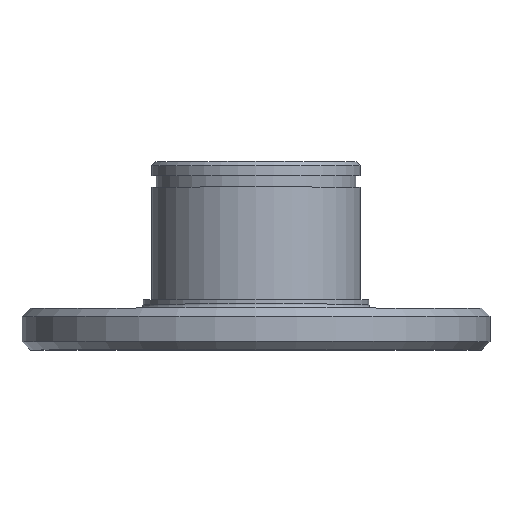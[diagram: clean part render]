
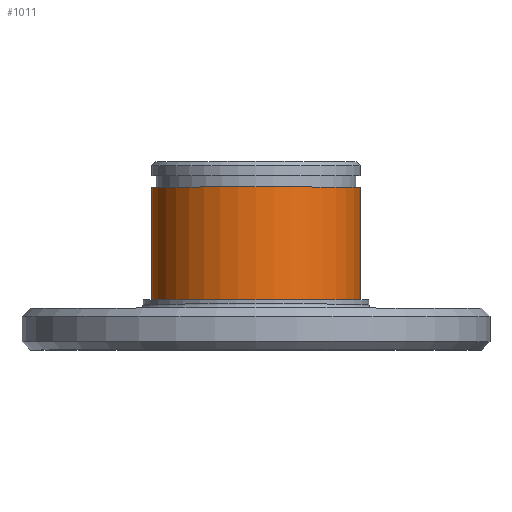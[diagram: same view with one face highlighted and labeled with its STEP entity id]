
A CAD part, top view. The second image highlights one B-rep face of the part: STEP entity #1011.
In plain terms, the highlighted cylindrical face has radius 12.5 mm (diameter 25 mm), a partial arc.
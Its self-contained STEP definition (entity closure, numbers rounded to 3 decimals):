
#20 = EDGE_CURVE ( 'NONE', #978, #457, #306, .T. ) ;
#80 = CARTESIAN_POINT ( 'NONE',  ( 0., 0., 0. ) ) ;
#99 = CIRCLE ( 'NONE', #1091, 12.5 ) ;
#137 = AXIS2_PLACEMENT_3D ( 'NONE', #176, #893, #587 ) ;
#168 = VERTEX_POINT ( 'NONE', #1260 ) ;
#176 = CARTESIAN_POINT ( 'NONE',  ( 0., 19.5, 0. ) ) ;
#273 = EDGE_CURVE ( 'NONE', #168, #457, #719, .T. ) ;
#306 = LINE ( 'NONE', #1231, #436 ) ;
#317 = VECTOR ( 'NONE', #910, 1000. ) ;
#326 = DIRECTION ( 'NONE',  ( 0., 1., 0. ) ) ;
#328 = DIRECTION ( 'NONE',  ( 0., 1., 0. ) ) ;
#367 = EDGE_LOOP ( 'NONE', ( #739, #934, #1272, #456 ) ) ;
#381 = CARTESIAN_POINT ( 'NONE',  ( 12.5, 6., 0. ) ) ;
#436 = VECTOR ( 'NONE', #326, 1000. ) ;
#456 = ORIENTED_EDGE ( 'NONE', *, *, #1009, .F. ) ;
#457 = VERTEX_POINT ( 'NONE', #1339 ) ;
#587 = DIRECTION ( 'NONE',  ( -1., 0., 0. ) ) ;
#695 = FACE_OUTER_BOUND ( 'NONE', #367, .T. ) ;
#719 = CIRCLE ( 'NONE', #137, 12.5 ) ;
#739 = ORIENTED_EDGE ( 'NONE', *, *, #1227, .T. ) ;
#792 = AXIS2_PLACEMENT_3D ( 'NONE', #80, #800, #1084 ) ;
#794 = CYLINDRICAL_SURFACE ( 'NONE', #792, 12.5 ) ;
#800 = DIRECTION ( 'NONE',  ( 0., 1., 0. ) ) ;
#893 = DIRECTION ( 'NONE',  ( 0., 1., 0. ) ) ;
#910 = DIRECTION ( 'NONE',  ( 0., 1., 0. ) ) ;
#917 = DIRECTION ( 'NONE',  ( -1., 0., 0. ) ) ;
#934 = ORIENTED_EDGE ( 'NONE', *, *, #20, .T. ) ;
#978 = VERTEX_POINT ( 'NONE', #381 ) ;
#982 = CARTESIAN_POINT ( 'NONE',  ( -12.5, 0., 0. ) ) ;
#1009 = EDGE_CURVE ( 'NONE', #1056, #168, #1191, .T. ) ;
#1011 = ADVANCED_FACE ( 'NONE', ( #695 ), #794, .T. ) ;
#1056 = VERTEX_POINT ( 'NONE', #1296 ) ;
#1084 = DIRECTION ( 'NONE',  ( -1., 0., 0. ) ) ;
#1091 = AXIS2_PLACEMENT_3D ( 'NONE', #1112, #328, #917 ) ;
#1112 = CARTESIAN_POINT ( 'NONE',  ( 0., 6., 0. ) ) ;
#1191 = LINE ( 'NONE', #982, #317 ) ;
#1227 = EDGE_CURVE ( 'NONE', #1056, #978, #99, .T. ) ;
#1231 = CARTESIAN_POINT ( 'NONE',  ( 12.5, 0., 0. ) ) ;
#1260 = CARTESIAN_POINT ( 'NONE',  ( -12.5, 19.5, 0. ) ) ;
#1272 = ORIENTED_EDGE ( 'NONE', *, *, #273, .F. ) ;
#1296 = CARTESIAN_POINT ( 'NONE',  ( -12.5, 6., 0. ) ) ;
#1339 = CARTESIAN_POINT ( 'NONE',  ( 12.5, 19.5, 0. ) ) ;
